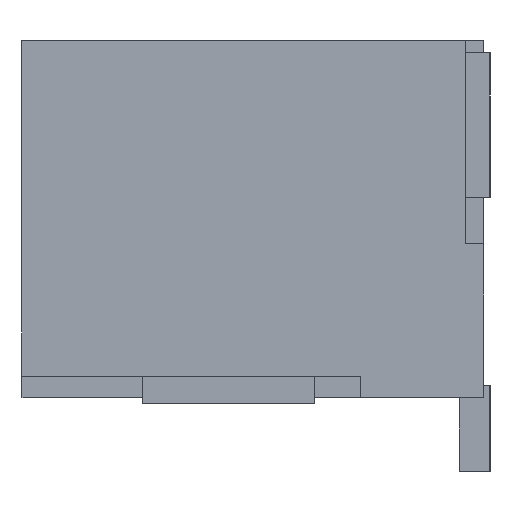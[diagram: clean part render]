
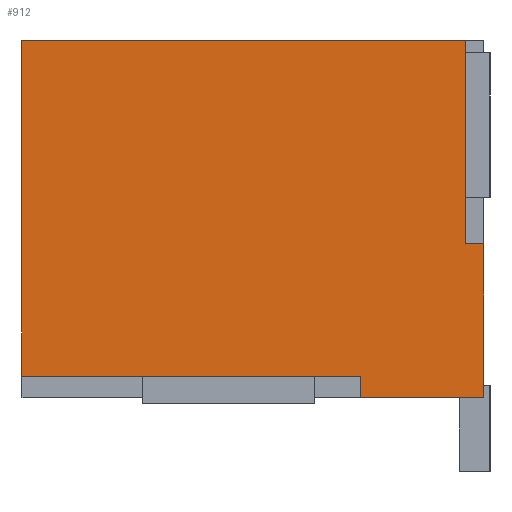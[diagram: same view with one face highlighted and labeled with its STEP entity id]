
A CAD part, left-side view. The second image highlights one B-rep face of the part: STEP entity #912.
In plain terms, the highlighted planar face has unit normal (-1, 0, 0).
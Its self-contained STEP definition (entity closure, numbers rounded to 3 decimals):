
#365 = VERTEX_POINT ( 'NONE', #2117 ) ;
#380 = EDGE_CURVE ( 'NONE', #6347, #6348, #2114, .T. ) ;
#474 = VERTEX_POINT ( 'NONE', #2333 ) ;
#480 = EDGE_CURVE ( 'NONE', #365, #474, #2328, .T. ) ;
#592 = VERTEX_POINT ( 'NONE', #2596 ) ;
#824 = EDGE_CURVE ( 'NONE', #592, #6347, #3226, .T. ) ;
#829 = ORIENTED_EDGE ( 'NONE', *, *, #380, .F. ) ;
#836 = VERTEX_POINT ( 'NONE', #3207 ) ;
#838 = EDGE_CURVE ( 'NONE', #836, #847, #3206, .T. ) ;
#841 = ORIENTED_EDGE ( 'NONE', *, *, #480, .T. ) ;
#842 = ORIENTED_EDGE ( 'NONE', *, *, #843, .F. ) ;
#843 = EDGE_CURVE ( 'NONE', #844, #474, #3261, .T. ) ;
#844 = VERTEX_POINT ( 'NONE', #3257 ) ;
#847 = VERTEX_POINT ( 'NONE', #3251 ) ;
#862 = ORIENTED_EDGE ( 'NONE', *, *, #824, .F. ) ;
#863 = ORIENTED_EDGE ( 'NONE', *, *, #864, .T. ) ;
#864 = EDGE_CURVE ( 'NONE', #592, #365, #3294, .T. ) ;
#880 = EDGE_CURVE ( 'NONE', #847, #844, #3298, .T. ) ;
#897 = ORIENTED_EDGE ( 'NONE', *, *, #880, .F. ) ;
#912 = ADVANCED_FACE ( 'NONE', ( #3402 ), #3387, .F. ) ;
#913 = EDGE_LOOP ( 'NONE', ( #914, #915, #829, #862, #863, #841, #842, #897 ) ) ;
#914 = ORIENTED_EDGE ( 'NONE', *, *, #838, .F. ) ;
#915 = ORIENTED_EDGE ( 'NONE', *, *, #916, .T. ) ;
#916 = EDGE_CURVE ( 'NONE', #836, #6348, #3448, .T. ) ;
#1882 = DIRECTION ( 'NONE',  ( 0., 1., 0. ) ) ;
#2112 = VECTOR ( 'NONE', #1882, 1000. ) ;
#2113 = CARTESIAN_POINT ( 'NONE',  ( -13.5, 7.5, -2.9 ) ) ;
#2114 = LINE ( 'NONE', #2113, #2112 ) ;
#2117 = CARTESIAN_POINT ( 'NONE',  ( -13.5, 0.3, -0.4 ) ) ;
#2325 = DIRECTION ( 'NONE',  ( 0., 0., 1. ) ) ;
#2326 = VECTOR ( 'NONE', #2325, 1000. ) ;
#2327 = CARTESIAN_POINT ( 'NONE',  ( -13.5, 0.3, -0.4 ) ) ;
#2328 = LINE ( 'NONE', #2327, #2326 ) ;
#2333 = CARTESIAN_POINT ( 'NONE',  ( -13.5, 0.3, 2.9 ) ) ;
#2596 = CARTESIAN_POINT ( 'NONE',  ( -13.5, 0., -0.4 ) ) ;
#3203 = DIRECTION ( 'NONE',  ( 0., 1., 0. ) ) ;
#3204 = VECTOR ( 'NONE', #3203, 1000. ) ;
#3205 = CARTESIAN_POINT ( 'NONE',  ( -13.5, 2., -2.55 ) ) ;
#3206 = LINE ( 'NONE', #3205, #3204 ) ;
#3207 = CARTESIAN_POINT ( 'NONE',  ( -13.5, 2., -2.55 ) ) ;
#3223 = DIRECTION ( 'NONE',  ( 0., 0., -1. ) ) ;
#3224 = VECTOR ( 'NONE', #3223, 1000. ) ;
#3225 = CARTESIAN_POINT ( 'NONE',  ( -13.5, 0., 2.9 ) ) ;
#3226 = LINE ( 'NONE', #3225, #3224 ) ;
#3251 = CARTESIAN_POINT ( 'NONE',  ( -13.5, 7.5, -2.55 ) ) ;
#3257 = CARTESIAN_POINT ( 'NONE',  ( -13.5, 7.5, 2.9 ) ) ;
#3258 = DIRECTION ( 'NONE',  ( 0., -1., 0. ) ) ;
#3259 = VECTOR ( 'NONE', #3258, 1000. ) ;
#3260 = CARTESIAN_POINT ( 'NONE',  ( -13.5, 7.5, 2.9 ) ) ;
#3261 = LINE ( 'NONE', #3260, #3259 ) ;
#3291 = DIRECTION ( 'NONE',  ( 0., 1., 0. ) ) ;
#3292 = VECTOR ( 'NONE', #3291, 1000. ) ;
#3293 = CARTESIAN_POINT ( 'NONE',  ( -13.5, 0., -0.4 ) ) ;
#3294 = LINE ( 'NONE', #3293, #3292 ) ;
#3296 = VECTOR ( 'NONE', #3355, 1000. ) ;
#3297 = CARTESIAN_POINT ( 'NONE',  ( -13.5, 7.5, 2.9 ) ) ;
#3298 = LINE ( 'NONE', #3297, #3296 ) ;
#3355 = DIRECTION ( 'NONE',  ( 0., 0., 1. ) ) ;
#3384 = DIRECTION ( 'NONE',  ( 1., 0., 0. ) ) ;
#3385 = CARTESIAN_POINT ( 'NONE',  ( -13.5, 0., 2.9 ) ) ;
#3386 = AXIS2_PLACEMENT_3D ( 'NONE', #3385, #3384, #3449 ) ;
#3387 = PLANE ( 'NONE',  #3386 ) ;
#3402 = FACE_OUTER_BOUND ( 'NONE', #913, .T. ) ;
#3445 = DIRECTION ( 'NONE',  ( 0., 0., -1. ) ) ;
#3446 = VECTOR ( 'NONE', #3445, 1000. ) ;
#3447 = CARTESIAN_POINT ( 'NONE',  ( -13.5, 2., -2.9 ) ) ;
#3448 = LINE ( 'NONE', #3447, #3446 ) ;
#3449 = DIRECTION ( 'NONE',  ( 0., 0., -1. ) ) ;
#4186 = CARTESIAN_POINT ( 'NONE',  ( -13.5, 2., -2.9 ) ) ;
#4187 = CARTESIAN_POINT ( 'NONE',  ( -13.5, 0., -2.9 ) ) ;
#6347 = VERTEX_POINT ( 'NONE', #4187 ) ;
#6348 = VERTEX_POINT ( 'NONE', #4186 ) ;
